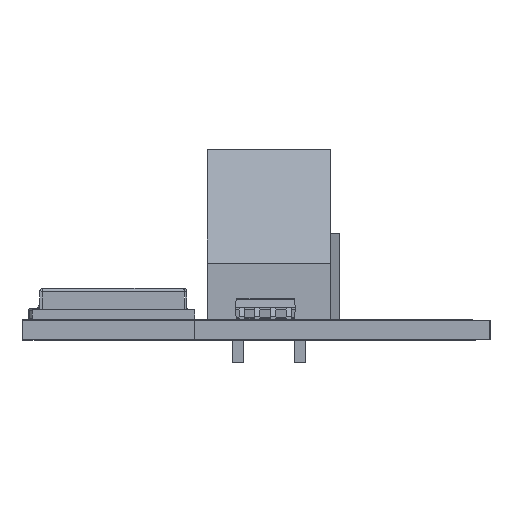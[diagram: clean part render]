
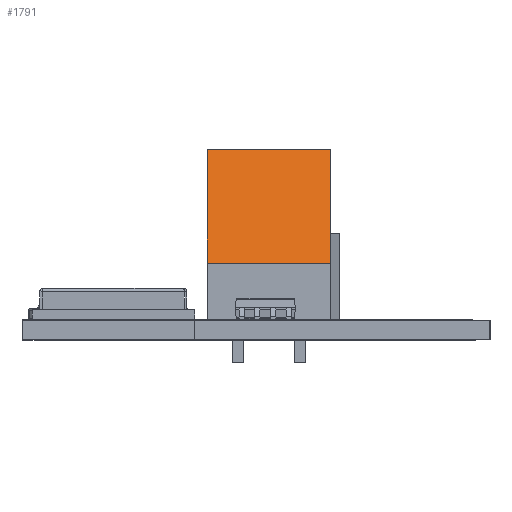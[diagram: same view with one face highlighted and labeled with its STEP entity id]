
A CAD part, left-side view. The second image highlights one B-rep face of the part: STEP entity #1791.
In plain terms, the highlighted face is planar.
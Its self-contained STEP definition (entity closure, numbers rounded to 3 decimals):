
#1689 = VERTEX_POINT('',#1690);
#1690 = CARTESIAN_POINT('',(-2.5,5.2,4.57));
#1696 = EDGE_CURVE('',#1697,#1689,#1699,.T.);
#1697 = VERTEX_POINT('',#1698);
#1698 = CARTESIAN_POINT('',(-2.5,2.2,13.8));
#1699 = LINE('',#1700,#1701);
#1700 = CARTESIAN_POINT('',(-2.5,2.2,13.8));
#1701 = VECTOR('',#1702,1.);
#1702 = DIRECTION('',(0.,0.309,-0.951));
#1750 = EDGE_CURVE('',#1697,#1751,#1753,.T.);
#1751 = VERTEX_POINT('',#1752);
#1752 = CARTESIAN_POINT('',(7.5,2.2,13.8));
#1753 = LINE('',#1754,#1755);
#1754 = CARTESIAN_POINT('',(-2.5,2.2,13.8));
#1755 = VECTOR('',#1756,1.);
#1756 = DIRECTION('',(1.,0.,0.));
#1791 = ADVANCED_FACE('',(#1792),#1810,.T.);
#1792 = FACE_BOUND('',#1793,.T.);
#1793 = EDGE_LOOP('',(#1794,#1795,#1803,#1809));
#1794 = ORIENTED_EDGE('',*,*,#1750,.T.);
#1795 = ORIENTED_EDGE('',*,*,#1796,.T.);
#1796 = EDGE_CURVE('',#1751,#1797,#1799,.T.);
#1797 = VERTEX_POINT('',#1798);
#1798 = CARTESIAN_POINT('',(7.5,5.2,4.57));
#1799 = LINE('',#1800,#1801);
#1800 = CARTESIAN_POINT('',(7.5,2.2,13.8));
#1801 = VECTOR('',#1802,1.);
#1802 = DIRECTION('',(0.,0.309,-0.951));
#1803 = ORIENTED_EDGE('',*,*,#1804,.F.);
#1804 = EDGE_CURVE('',#1689,#1797,#1805,.T.);
#1805 = LINE('',#1806,#1807);
#1806 = CARTESIAN_POINT('',(-2.5,5.2,4.57));
#1807 = VECTOR('',#1808,1.);
#1808 = DIRECTION('',(1.,0.,0.));
#1809 = ORIENTED_EDGE('',*,*,#1696,.F.);
#1810 = PLANE('',#1811);
#1811 = AXIS2_PLACEMENT_3D('',#1812,#1813,#1814);
#1812 = CARTESIAN_POINT('',(-2.5,2.2,13.8));
#1813 = DIRECTION('',(0.,0.951,0.309));
#1814 = DIRECTION('',(0.,0.309,-0.951));
